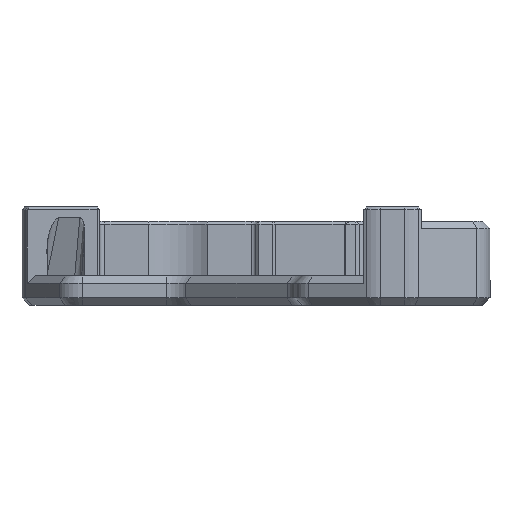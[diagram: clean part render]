
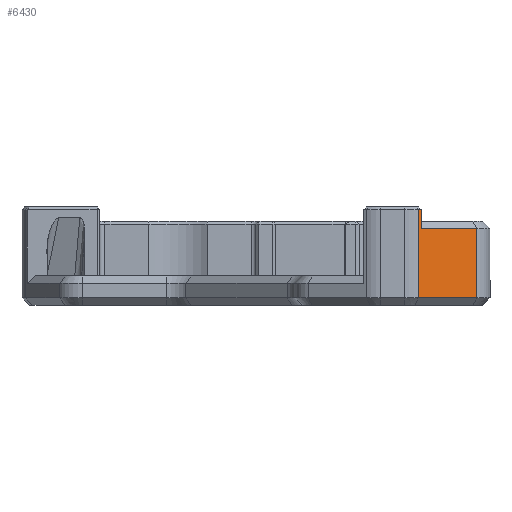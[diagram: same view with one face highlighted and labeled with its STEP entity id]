
A CAD part, front view. The second image highlights one B-rep face of the part: STEP entity #6430.
In plain terms, the highlighted planar face has unit normal (0.5, -0.866, 0).
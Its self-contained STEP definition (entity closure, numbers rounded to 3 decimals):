
#431 = DIRECTION ( 'NONE',  ( 0.866, 0.5, 0. ) ) ;
#698 = LINE ( 'NONE', #12091, #12989 ) ;
#1120 = DIRECTION ( 'NONE',  ( -0.866, -0.5, 0. ) ) ;
#1126 = VERTEX_POINT ( 'NONE', #13965 ) ;
#2471 = VECTOR ( 'NONE', #8605, 1000. ) ;
#2559 = CARTESIAN_POINT ( 'NONE',  ( 30.625, -34.175, 0.75 ) ) ;
#2906 = ORIENTED_EDGE ( 'NONE', *, *, #6446, .T. ) ;
#2945 = LINE ( 'NONE', #14612, #9161 ) ;
#3264 = CARTESIAN_POINT ( 'NONE',  ( 30.625, -34.175, 0.75 ) ) ;
#3550 = ORIENTED_EDGE ( 'NONE', *, *, #13752, .T. ) ;
#3608 = CARTESIAN_POINT ( 'NONE',  ( 27.632, -35.903, 7.85 ) ) ;
#4015 = LINE ( 'NONE', #13203, #2471 ) ;
#4468 = CARTESIAN_POINT ( 'NONE',  ( 24.638, -37.632, 0.75 ) ) ;
#4622 = VECTOR ( 'NONE', #10762, 1000. ) ;
#4739 = LINE ( 'NONE', #4928, #4622 ) ;
#4928 = CARTESIAN_POINT ( 'NONE',  ( 24.638, -37.632, 5.275 ) ) ;
#5033 = CARTESIAN_POINT ( 'NONE',  ( 24.95, -37.452, 9.8 ) ) ;
#6430 = ADVANCED_FACE ( 'NONE', ( #12108 ), #16334, .T. ) ;
#6446 = EDGE_CURVE ( 'NONE', #7137, #15276, #4739, .T. ) ;
#7137 = VERTEX_POINT ( 'NONE', #14374 ) ;
#7684 = ORIENTED_EDGE ( 'NONE', *, *, #9021, .F. ) ;
#8527 = VECTOR ( 'NONE', #15291, 1000. ) ;
#8605 = DIRECTION ( 'NONE',  ( 0., 0., 1. ) ) ;
#9010 = EDGE_LOOP ( 'NONE', ( #15506, #3550, #9405, #2906, #7684, #13004 ) ) ;
#9021 = EDGE_CURVE ( 'NONE', #12166, #15276, #15486, .T. ) ;
#9039 = DIRECTION ( 'NONE',  ( 0.5, -0.866, 0. ) ) ;
#9161 = VECTOR ( 'NONE', #16142, 1000. ) ;
#9405 = ORIENTED_EDGE ( 'NONE', *, *, #10631, .T. ) ;
#9539 = LINE ( 'NONE', #3608, #8527 ) ;
#10631 = EDGE_CURVE ( 'NONE', #11447, #7137, #698, .T. ) ;
#10645 = DIRECTION ( 'NONE',  ( -0.866, -0.5, 0. ) ) ;
#10762 = DIRECTION ( 'NONE',  ( 0., 0., -1. ) ) ;
#10862 = CARTESIAN_POINT ( 'NONE',  ( 24.629, -37.637, 0.74 ) ) ;
#11447 = VERTEX_POINT ( 'NONE', #5033 ) ;
#12091 = CARTESIAN_POINT ( 'NONE',  ( 27.632, -35.903, 9.8 ) ) ;
#12108 = FACE_OUTER_BOUND ( 'NONE', #9010, .T. ) ;
#12166 = VERTEX_POINT ( 'NONE', #3264 ) ;
#12484 = EDGE_CURVE ( 'NONE', #1126, #13064, #9539, .T. ) ;
#12989 = VECTOR ( 'NONE', #10645, 1000. ) ;
#13004 = ORIENTED_EDGE ( 'NONE', *, *, #13119, .T. ) ;
#13064 = VERTEX_POINT ( 'NONE', #13454 ) ;
#13119 = EDGE_CURVE ( 'NONE', #12166, #1126, #2945, .T. ) ;
#13203 = CARTESIAN_POINT ( 'NONE',  ( 24.95, -37.452, 5.275 ) ) ;
#13454 = CARTESIAN_POINT ( 'NONE',  ( 24.95, -37.452, 7.85 ) ) ;
#13752 = EDGE_CURVE ( 'NONE', #13064, #11447, #4015, .T. ) ;
#13965 = CARTESIAN_POINT ( 'NONE',  ( 30.625, -34.175, 7.85 ) ) ;
#14374 = CARTESIAN_POINT ( 'NONE',  ( 24.638, -37.632, 9.8 ) ) ;
#14612 = CARTESIAN_POINT ( 'NONE',  ( 30.625, -34.175, 5.275 ) ) ;
#15276 = VERTEX_POINT ( 'NONE', #4468 ) ;
#15291 = DIRECTION ( 'NONE',  ( -0.866, -0.5, 0. ) ) ;
#15417 = VECTOR ( 'NONE', #1120, 1000. ) ;
#15486 = LINE ( 'NONE', #2559, #15417 ) ;
#15506 = ORIENTED_EDGE ( 'NONE', *, *, #12484, .T. ) ;
#16142 = DIRECTION ( 'NONE',  ( 0., 0., 1. ) ) ;
#16334 = PLANE ( 'NONE',  #18066 ) ;
#18066 = AXIS2_PLACEMENT_3D ( 'NONE', #10862, #9039, #431 ) ;
